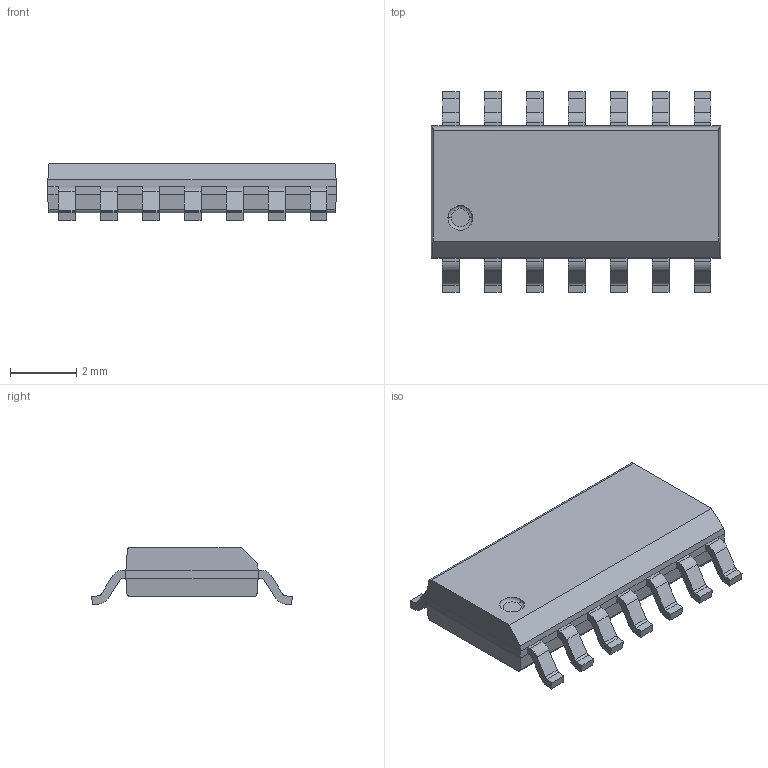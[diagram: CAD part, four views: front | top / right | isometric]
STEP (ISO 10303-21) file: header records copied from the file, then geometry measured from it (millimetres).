
FILE_DESCRIPTION (( 'STEP AP214' ), '1' );
FILE_NAME ('MM74HC86M.STEP', '2022-07-07T13:35:36', ( '' ), ( '' ), 'SwSTEP 2.0', 'SolidWorks 2018', '' );
FILE_SCHEMA (( 'AUTOMOTIVE_DESIGN' ));
Length unit declared in the file: millimetre
Products named in the file (1): MM74HC86M
Bounding box: 8.75 x 6.08 x 1.75 mm (x, y, z)
Volume: 53.2 mm3; surface area: 132.6 mm2
Topology: 1 solids, 1 shells, 217 faces, 578 edges, 364 vertices
Faces by surface type: plane 156, cylinder 59, torus 2
Entity records: 9059 total; most frequent: CARTESIAN_POINT 1178, ORIENTED_EDGE 1156, DIRECTION 1126, EDGE_CURVE 578, LINE 454, VECTOR 454, VERTEX_POINT 364, AXIS2_PLACEMENT_3D 336
